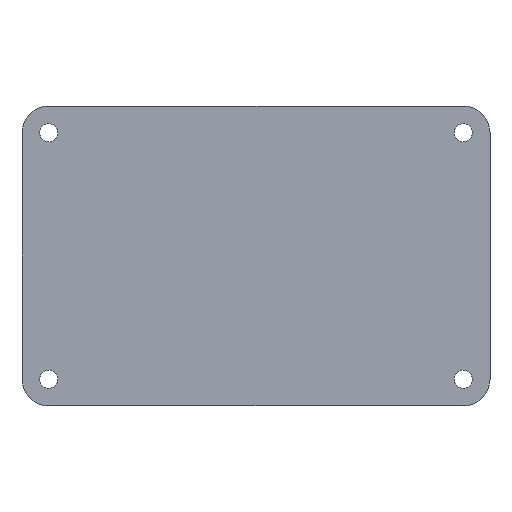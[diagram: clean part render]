
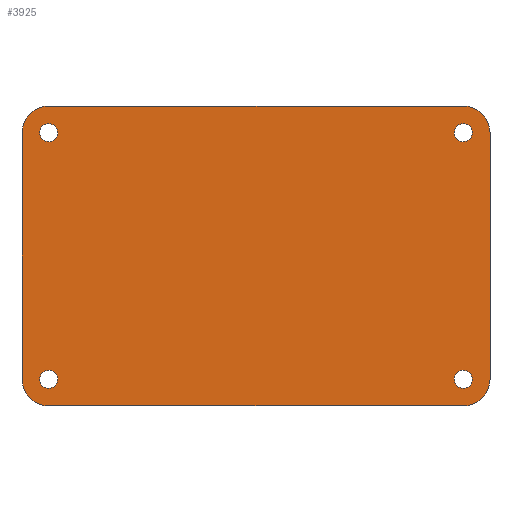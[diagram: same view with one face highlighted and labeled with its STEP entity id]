
A CAD part, front view. The second image highlights one B-rep face of the part: STEP entity #3925.
In plain terms, the highlighted planar face has unit normal (0, -1, 0).
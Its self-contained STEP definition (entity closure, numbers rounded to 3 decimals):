
#39 = EDGE_CURVE ( 'NONE', #452, #3671, #987, .T. ) ;
#50 = FACE_BOUND ( 'NONE', #3449, .T. ) ;
#69 = ORIENTED_EDGE ( 'NONE', *, *, #2681, .F. ) ;
#98 = EDGE_CURVE ( 'NONE', #3671, #452, #3778, .T. ) ;
#170 = VERTEX_POINT ( 'NONE', #623 ) ;
#193 = ORIENTED_EDGE ( 'NONE', *, *, #920, .T. ) ;
#197 = EDGE_CURVE ( 'NONE', #2236, #170, #1527, .T. ) ;
#251 = EDGE_CURVE ( 'NONE', #2599, #1872, #2318, .T. ) ;
#253 = ORIENTED_EDGE ( 'NONE', *, *, #2932, .F. ) ;
#260 = VECTOR ( 'NONE', #3770, 1000. ) ;
#273 = EDGE_CURVE ( 'NONE', #4156, #2236, #3539, .T. ) ;
#318 = EDGE_LOOP ( 'NONE', ( #1565, #1666 ) ) ;
#352 = CARTESIAN_POINT ( 'NONE',  ( 77., -3.175, -51.75 ) ) ;
#366 = ORIENTED_EDGE ( 'NONE', *, *, #39, .T. ) ;
#376 = DIRECTION ( 'NONE',  ( 0., 1., 0. ) ) ;
#378 = VECTOR ( 'NONE', #3041, 1000. ) ;
#399 = AXIS2_PLACEMENT_3D ( 'NONE', #1671, #1036, #1075 ) ;
#452 = VERTEX_POINT ( 'NONE', #2441 ) ;
#464 = AXIS2_PLACEMENT_3D ( 'NONE', #1621, #1288, #2946 ) ;
#496 = DIRECTION ( 'NONE',  ( 0., 1., 0. ) ) ;
#600 = CARTESIAN_POINT ( 'NONE',  ( 81.75, -3.175, -3. ) ) ;
#606 = CARTESIAN_POINT ( 'NONE',  ( 3., -3.175, -1.4 ) ) ;
#611 = DIRECTION ( 'NONE',  ( 0., 0., 1. ) ) ;
#621 = AXIS2_PLACEMENT_3D ( 'NONE', #1259, #376, #611 ) ;
#623 = CARTESIAN_POINT ( 'NONE',  ( 3., -3.175, 1.75 ) ) ;
#624 = ORIENTED_EDGE ( 'NONE', *, *, #98, .T. ) ;
#663 = DIRECTION ( 'NONE',  ( 0., 0., 1. ) ) ;
#672 = CARTESIAN_POINT ( 'NONE',  ( 77., -3.175, -51.75 ) ) ;
#684 = DIRECTION ( 'NONE',  ( 0., 1., 0. ) ) ;
#701 = VERTEX_POINT ( 'NONE', #1137 ) ;
#715 = DIRECTION ( 'NONE',  ( -1., 0., 0. ) ) ;
#724 = CARTESIAN_POINT ( 'NONE',  ( 3., -3.175, -48.6 ) ) ;
#769 = DIRECTION ( 'NONE',  ( 0., 1., 0. ) ) ;
#772 = EDGE_CURVE ( 'NONE', #2047, #3220, #3858, .T. ) ;
#808 = AXIS2_PLACEMENT_3D ( 'NONE', #2611, #1983, #1638 ) ;
#854 = CARTESIAN_POINT ( 'NONE',  ( 3., -3.175, -3. ) ) ;
#862 = CARTESIAN_POINT ( 'NONE',  ( 77., -3.175, -3. ) ) ;
#920 = EDGE_CURVE ( 'NONE', #3958, #2176, #4041, .T. ) ;
#966 = ORIENTED_EDGE ( 'NONE', *, *, #1932, .F. ) ;
#980 = VERTEX_POINT ( 'NONE', #2082 ) ;
#987 = CIRCLE ( 'NONE', #4188, 1.6 ) ;
#1036 = DIRECTION ( 'NONE',  ( 0., 1., 0. ) ) ;
#1042 = CARTESIAN_POINT ( 'NONE',  ( -1.75, -3.175, -3. ) ) ;
#1075 = DIRECTION ( 'NONE',  ( 0., 0., 1. ) ) ;
#1137 = CARTESIAN_POINT ( 'NONE',  ( 77., -3.175, -45.4 ) ) ;
#1159 = CIRCLE ( 'NONE', #808, 1.6 ) ;
#1191 = AXIS2_PLACEMENT_3D ( 'NONE', #1504, #2807, #3788 ) ;
#1193 = CARTESIAN_POINT ( 'NONE',  ( 3., -3.175, -4.6 ) ) ;
#1259 = CARTESIAN_POINT ( 'NONE',  ( 3., -3.175, -47. ) ) ;
#1288 = DIRECTION ( 'NONE',  ( 0., 1., 0. ) ) ;
#1289 = CIRCLE ( 'NONE', #464, 4.75 ) ;
#1293 = ORIENTED_EDGE ( 'NONE', *, *, #3426, .T. ) ;
#1324 = CARTESIAN_POINT ( 'NONE',  ( 81.75, -3.175, -47. ) ) ;
#1349 = FACE_BOUND ( 'NONE', #3700, .T. ) ;
#1351 = ORIENTED_EDGE ( 'NONE', *, *, #1887, .T. ) ;
#1409 = AXIS2_PLACEMENT_3D ( 'NONE', #2388, #1711, #4043 ) ;
#1462 = CARTESIAN_POINT ( 'NONE',  ( 3., -3.175, -3. ) ) ;
#1493 = CARTESIAN_POINT ( 'NONE',  ( 3., -3.175, -3. ) ) ;
#1504 = CARTESIAN_POINT ( 'NONE',  ( 77., -3.175, -3. ) ) ;
#1526 = DIRECTION ( 'NONE',  ( 0., 0., 1. ) ) ;
#1527 = CIRCLE ( 'NONE', #2285, 4.75 ) ;
#1565 = ORIENTED_EDGE ( 'NONE', *, *, #3590, .T. ) ;
#1621 = CARTESIAN_POINT ( 'NONE',  ( 3., -3.175, -47. ) ) ;
#1638 = DIRECTION ( 'NONE',  ( 0., 0., 1. ) ) ;
#1664 = DIRECTION ( 'NONE',  ( 0., 0., 1. ) ) ;
#1666 = ORIENTED_EDGE ( 'NONE', *, *, #772, .T. ) ;
#1671 = CARTESIAN_POINT ( 'NONE',  ( 77., -3.175, -3. ) ) ;
#1711 = DIRECTION ( 'NONE',  ( 0., 1., 0. ) ) ;
#1758 = CIRCLE ( 'NONE', #1960, 1.6 ) ;
#1770 = ORIENTED_EDGE ( 'NONE', *, *, #251, .F. ) ;
#1872 = VERTEX_POINT ( 'NONE', #1324 ) ;
#1887 = EDGE_CURVE ( 'NONE', #701, #980, #3191, .T. ) ;
#1891 = DIRECTION ( 'NONE',  ( 0., 0., -1. ) ) ;
#1903 = AXIS2_PLACEMENT_3D ( 'NONE', #1957, #3267, #1526 ) ;
#1932 = EDGE_CURVE ( 'NONE', #170, #3333, #3431, .T. ) ;
#1957 = CARTESIAN_POINT ( 'NONE',  ( 77., -3.175, -47. ) ) ;
#1958 = VECTOR ( 'NONE', #715, 1000. ) ;
#1960 = AXIS2_PLACEMENT_3D ( 'NONE', #854, #2819, #3386 ) ;
#1983 = DIRECTION ( 'NONE',  ( 0., 1., 0. ) ) ;
#1990 = PLANE ( 'NONE',  #1409 ) ;
#2047 = VERTEX_POINT ( 'NONE', #606 ) ;
#2079 = VECTOR ( 'NONE', #1891, 1000. ) ;
#2082 = CARTESIAN_POINT ( 'NONE',  ( 77., -3.175, -48.6 ) ) ;
#2171 = CIRCLE ( 'NONE', #1903, 1.6 ) ;
#2176 = VERTEX_POINT ( 'NONE', #3517 ) ;
#2214 = EDGE_CURVE ( 'NONE', #2522, #2272, #3288, .T. ) ;
#2236 = VERTEX_POINT ( 'NONE', #1042 ) ;
#2260 = CARTESIAN_POINT ( 'NONE',  ( 77., -3.175, 1.75 ) ) ;
#2272 = VERTEX_POINT ( 'NONE', #2298 ) ;
#2285 = AXIS2_PLACEMENT_3D ( 'NONE', #1462, #2957, #4193 ) ;
#2292 = CARTESIAN_POINT ( 'NONE',  ( 77., -3.175, -47. ) ) ;
#2298 = CARTESIAN_POINT ( 'NONE',  ( 3., -3.175, -51.75 ) ) ;
#2318 = LINE ( 'NONE', #3605, #2079 ) ;
#2362 = CARTESIAN_POINT ( 'NONE',  ( 77., -3.175, -47. ) ) ;
#2388 = CARTESIAN_POINT ( 'NONE',  ( 77., -3.175, -3. ) ) ;
#2418 = CARTESIAN_POINT ( 'NONE',  ( 77., -3.175, -4.6 ) ) ;
#2441 = CARTESIAN_POINT ( 'NONE',  ( 77., -3.175, -1.4 ) ) ;
#2522 = VERTEX_POINT ( 'NONE', #352 ) ;
#2532 = EDGE_CURVE ( 'NONE', #1872, #2522, #2985, .T. ) ;
#2599 = VERTEX_POINT ( 'NONE', #600 ) ;
#2611 = CARTESIAN_POINT ( 'NONE',  ( 3., -3.175, -47. ) ) ;
#2681 = EDGE_CURVE ( 'NONE', #3333, #2599, #3881, .T. ) ;
#2718 = EDGE_LOOP ( 'NONE', ( #69, #966, #3710, #3550, #253, #3161, #2833, #1770 ) ) ;
#2730 = FACE_BOUND ( 'NONE', #3415, .T. ) ;
#2807 = DIRECTION ( 'NONE',  ( 0., 1., 0. ) ) ;
#2819 = DIRECTION ( 'NONE',  ( 0., 1., 0. ) ) ;
#2833 = ORIENTED_EDGE ( 'NONE', *, *, #2532, .F. ) ;
#2932 = EDGE_CURVE ( 'NONE', #2272, #4156, #1289, .T. ) ;
#2946 = DIRECTION ( 'NONE',  ( 0., 0., 1. ) ) ;
#2957 = DIRECTION ( 'NONE',  ( 0., 1., 0. ) ) ;
#2980 = AXIS2_PLACEMENT_3D ( 'NONE', #2362, #3673, #1664 ) ;
#2985 = CIRCLE ( 'NONE', #3670, 4.75 ) ;
#3041 = DIRECTION ( 'NONE',  ( 0., 0., 1. ) ) ;
#3134 = CARTESIAN_POINT ( 'NONE',  ( 3., -3.175, 1.75 ) ) ;
#3161 = ORIENTED_EDGE ( 'NONE', *, *, #2214, .F. ) ;
#3191 = CIRCLE ( 'NONE', #2980, 1.6 ) ;
#3205 = CARTESIAN_POINT ( 'NONE',  ( -1.75, -3.175, -47. ) ) ;
#3220 = VERTEX_POINT ( 'NONE', #1193 ) ;
#3267 = DIRECTION ( 'NONE',  ( 0., 1., 0. ) ) ;
#3288 = LINE ( 'NONE', #672, #1958 ) ;
#3333 = VERTEX_POINT ( 'NONE', #2260 ) ;
#3377 = EDGE_CURVE ( 'NONE', #980, #701, #2171, .T. ) ;
#3386 = DIRECTION ( 'NONE',  ( 0., 0., 1. ) ) ;
#3415 = EDGE_LOOP ( 'NONE', ( #624, #366 ) ) ;
#3426 = EDGE_CURVE ( 'NONE', #2176, #3958, #1159, .T. ) ;
#3431 = LINE ( 'NONE', #3134, #260 ) ;
#3449 = EDGE_LOOP ( 'NONE', ( #3786, #1351 ) ) ;
#3495 = DIRECTION ( 'NONE',  ( 0., 0., 1. ) ) ;
#3517 = CARTESIAN_POINT ( 'NONE',  ( 3., -3.175, -45.4 ) ) ;
#3539 = LINE ( 'NONE', #4031, #378 ) ;
#3550 = ORIENTED_EDGE ( 'NONE', *, *, #273, .F. ) ;
#3590 = EDGE_CURVE ( 'NONE', #3220, #2047, #1758, .T. ) ;
#3605 = CARTESIAN_POINT ( 'NONE',  ( 81.75, -3.175, -3. ) ) ;
#3636 = FACE_BOUND ( 'NONE', #318, .T. ) ;
#3670 = AXIS2_PLACEMENT_3D ( 'NONE', #2292, #684, #663 ) ;
#3671 = VERTEX_POINT ( 'NONE', #2418 ) ;
#3673 = DIRECTION ( 'NONE',  ( 0., 1., 0. ) ) ;
#3700 = EDGE_LOOP ( 'NONE', ( #193, #1293 ) ) ;
#3710 = ORIENTED_EDGE ( 'NONE', *, *, #197, .F. ) ;
#3770 = DIRECTION ( 'NONE',  ( 1., 0., 0. ) ) ;
#3778 = CIRCLE ( 'NONE', #1191, 1.6 ) ;
#3786 = ORIENTED_EDGE ( 'NONE', *, *, #3377, .T. ) ;
#3788 = DIRECTION ( 'NONE',  ( 0., 0., 1. ) ) ;
#3858 = CIRCLE ( 'NONE', #3926, 1.6 ) ;
#3881 = CIRCLE ( 'NONE', #399, 4.75 ) ;
#3925 = ADVANCED_FACE ( 'NONE', ( #3998, #50, #1349, #2730, #3636 ), #1990, .F. ) ;
#3926 = AXIS2_PLACEMENT_3D ( 'NONE', #1493, #769, #4024 ) ;
#3958 = VERTEX_POINT ( 'NONE', #724 ) ;
#3998 = FACE_OUTER_BOUND ( 'NONE', #2718, .T. ) ;
#4024 = DIRECTION ( 'NONE',  ( 0., 0., 1. ) ) ;
#4031 = CARTESIAN_POINT ( 'NONE',  ( -1.75, -3.175, -47. ) ) ;
#4041 = CIRCLE ( 'NONE', #621, 1.6 ) ;
#4043 = DIRECTION ( 'NONE',  ( 0., 0., 1. ) ) ;
#4156 = VERTEX_POINT ( 'NONE', #3205 ) ;
#4188 = AXIS2_PLACEMENT_3D ( 'NONE', #862, #496, #3495 ) ;
#4193 = DIRECTION ( 'NONE',  ( 0., 0., 1. ) ) ;
